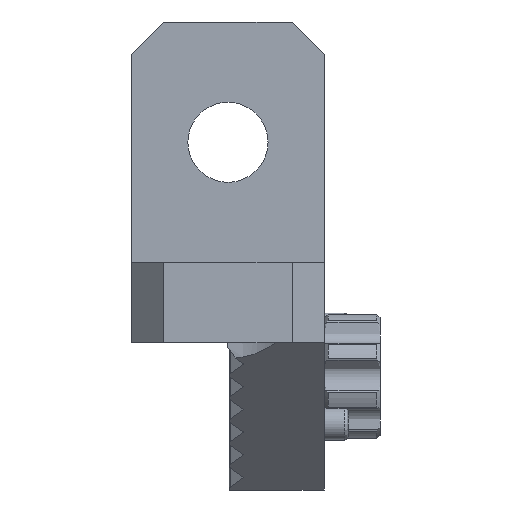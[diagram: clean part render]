
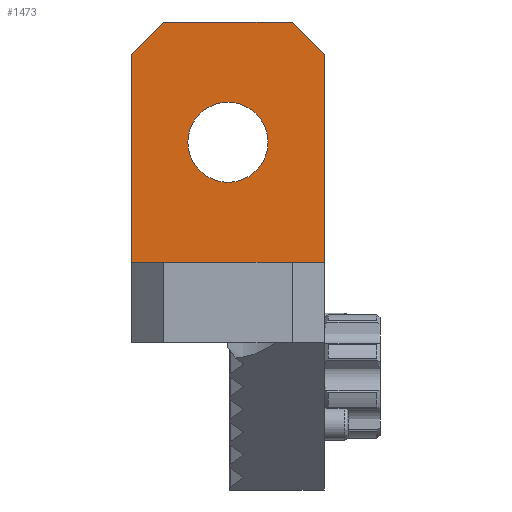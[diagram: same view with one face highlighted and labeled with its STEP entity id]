
A CAD part, front view. The second image highlights one B-rep face of the part: STEP entity #1473.
In plain terms, the highlighted free-form (B-spline) face has degree [1, 1] with [2, 2] control points.
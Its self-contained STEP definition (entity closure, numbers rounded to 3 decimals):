
#78 = VERTEX_POINT('',#79);
#79 = CARTESIAN_POINT('',(0.,0.,13.));
#85 = EDGE_CURVE('',#78,#86,#88,.T.);
#86 = VERTEX_POINT('',#87);
#87 = CARTESIAN_POINT('',(0.,0.,0.));
#88 = LINE('',#89,#90);
#89 = CARTESIAN_POINT('',(0.,0.,13.));
#90 = VECTOR('',#91,1.);
#91 = DIRECTION('',(0.,0.,-1.));
#1347 = EDGE_CURVE('',#1348,#1350,#1352,.T.);
#1348 = VERTEX_POINT('',#1349);
#1349 = CARTESIAN_POINT('',(12.,0.,13.));
#1350 = VERTEX_POINT('',#1351);
#1351 = CARTESIAN_POINT('',(12.,0.,0.));
#1352 = LINE('',#1353,#1354);
#1353 = CARTESIAN_POINT('',(12.,0.,13.));
#1354 = VECTOR('',#1355,1.);
#1355 = DIRECTION('',(0.,0.,-1.));
#1456 = VERTEX_POINT('',#1457);
#1457 = CARTESIAN_POINT('',(10.,0.,15.));
#1463 = EDGE_CURVE('',#1348,#1456,#1464,.T.);
#1464 = LINE('',#1465,#1466);
#1465 = CARTESIAN_POINT('',(12.,0.,13.));
#1466 = VECTOR('',#1467,1.);
#1467 = DIRECTION('',(-0.707,0.,0.707));
#1473 = ADVANCED_FACE('',(#1474,#1499),#1519,.T.);
#1474 = FACE_BOUND('',#1475,.T.);
#1475 = EDGE_LOOP('',(#1476,#1484,#1490,#1491,#1497,#1498));
#1476 = ORIENTED_EDGE('',*,*,#1477,.F.);
#1477 = EDGE_CURVE('',#1478,#1456,#1480,.T.);
#1478 = VERTEX_POINT('',#1479);
#1479 = CARTESIAN_POINT('',(2.,0.,15.));
#1480 = LINE('',#1481,#1482);
#1481 = CARTESIAN_POINT('',(2.,0.,15.));
#1482 = VECTOR('',#1483,1.);
#1483 = DIRECTION('',(1.,0.,0.));
#1484 = ORIENTED_EDGE('',*,*,#1485,.T.);
#1485 = EDGE_CURVE('',#1478,#78,#1486,.T.);
#1486 = LINE('',#1487,#1488);
#1487 = CARTESIAN_POINT('',(2.,0.,15.));
#1488 = VECTOR('',#1489,1.);
#1489 = DIRECTION('',(-0.707,0.,-0.707));
#1490 = ORIENTED_EDGE('',*,*,#85,.T.);
#1491 = ORIENTED_EDGE('',*,*,#1492,.T.);
#1492 = EDGE_CURVE('',#86,#1350,#1493,.T.);
#1493 = LINE('',#1494,#1495);
#1494 = CARTESIAN_POINT('',(0.,0.,0.));
#1495 = VECTOR('',#1496,1.);
#1496 = DIRECTION('',(1.,0.,0.));
#1497 = ORIENTED_EDGE('',*,*,#1347,.F.);
#1498 = ORIENTED_EDGE('',*,*,#1463,.T.);
#1499 = FACE_BOUND('',#1500,.T.);
#1500 = EDGE_LOOP('',(#1501,#1512));
#1501 = ORIENTED_EDGE('',*,*,#1502,.T.);
#1502 = EDGE_CURVE('',#1503,#1505,#1507,.T.);
#1503 = VERTEX_POINT('',#1504);
#1504 = CARTESIAN_POINT('',(3.5,0.,7.5));
#1505 = VERTEX_POINT('',#1506);
#1506 = CARTESIAN_POINT('',(8.5,0.,7.5));
#1507 = CIRCLE('',#1508,2.5);
#1508 = AXIS2_PLACEMENT_3D('',#1509,#1510,#1511);
#1509 = CARTESIAN_POINT('',(6.,0.,7.5));
#1510 = DIRECTION('',(0.,1.,0.));
#1511 = DIRECTION('',(-1.,0.,0.));
#1512 = ORIENTED_EDGE('',*,*,#1513,.T.);
#1513 = EDGE_CURVE('',#1505,#1503,#1514,.T.);
#1514 = CIRCLE('',#1515,2.5);
#1515 = AXIS2_PLACEMENT_3D('',#1516,#1517,#1518);
#1516 = CARTESIAN_POINT('',(6.,0.,7.5));
#1517 = DIRECTION('',(-0.,1.,0.));
#1518 = DIRECTION('',(1.,0.,0.));
#1519 = B_SPLINE_SURFACE_WITH_KNOTS('',1,1,(
    (#1520,#1521)
    ,(#1522,#1523
    )),.UNSPECIFIED.,.F.,.F.,.F.,(2,2),(2,2),(-0.3,15.3),(-0.24,12.24),
  .PIECEWISE_BEZIER_KNOTS.);
#1520 = CARTESIAN_POINT('',(-0.24,0.,15.3));
#1521 = CARTESIAN_POINT('',(12.24,0.,15.3));
#1522 = CARTESIAN_POINT('',(-0.24,0.,-0.3));
#1523 = CARTESIAN_POINT('',(12.24,0.,-0.3));
